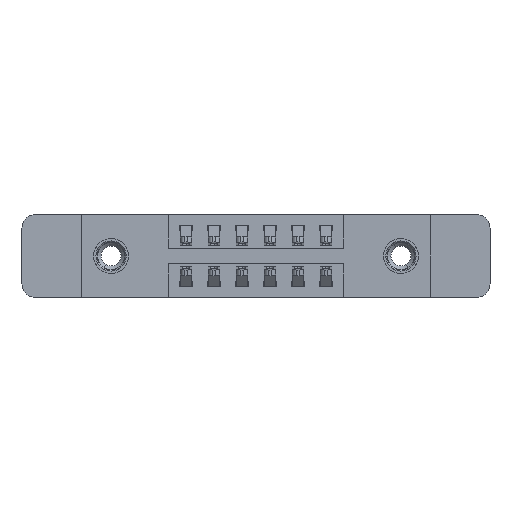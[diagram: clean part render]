
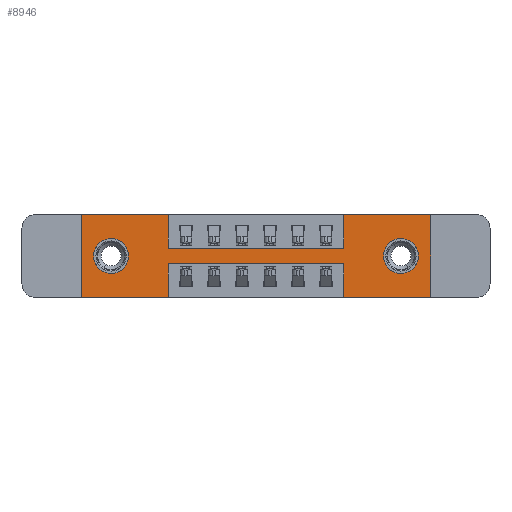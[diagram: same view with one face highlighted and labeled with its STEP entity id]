
A CAD part, front view. The second image highlights one B-rep face of the part: STEP entity #8946.
In plain terms, the highlighted planar face has unit normal (0, -1, 0).
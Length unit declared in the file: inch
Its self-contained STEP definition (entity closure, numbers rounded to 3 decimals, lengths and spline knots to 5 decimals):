
#5 = DIRECTION ( 'NONE',  ( 0., 0., -1. ) ) ;
#118 = VERTEX_POINT ( 'NONE', #1966 ) ;
#152 = EDGE_CURVE ( 'NONE', #118, #6331, #11337, .T. ) ;
#294 = DIRECTION ( 'NONE',  ( -1., 0., 0. ) ) ;
#526 = VERTEX_POINT ( 'NONE', #11515 ) ;
#581 = EDGE_CURVE ( 'NONE', #14029, #7664, #6365, .T. ) ;
#902 = CARTESIAN_POINT ( 'NONE',  ( 1.1725, 0., 0. ) ) ;
#1412 = VERTEX_POINT ( 'NONE', #1508 ) ;
#1508 = CARTESIAN_POINT ( 'NONE',  ( 0.3875, 0., 0. ) ) ;
#1547 = CARTESIAN_POINT ( 'NONE',  ( 1.56, 0., 0. ) ) ;
#1602 = VECTOR ( 'NONE', #3633, 39.37008 ) ;
#1656 = EDGE_CURVE ( 'NONE', #13258, #2128, #12352, .T. ) ;
#1768 = DIRECTION ( 'NONE',  ( 0., 1., 0. ) ) ;
#1903 = ORIENTED_EDGE ( 'NONE', *, *, #5121, .F. ) ;
#1944 = FACE_OUTER_BOUND ( 'NONE', #8645, .T. ) ;
#1966 = CARTESIAN_POINT ( 'NONE',  ( 1.1725, 0., -0.15 ) ) ;
#2055 = VERTEX_POINT ( 'NONE', #7180 ) ;
#2070 = CARTESIAN_POINT ( 'NONE',  ( 0., 0., -0.37 ) ) ;
#2128 = VERTEX_POINT ( 'NONE', #12988 ) ;
#2189 = EDGE_CURVE ( 'NONE', #2128, #13258, #11877, .T. ) ;
#2450 = LINE ( 'NONE', #6528, #3840 ) ;
#2496 = CIRCLE ( 'NONE', #5080, 0.078 ) ;
#2662 = LINE ( 'NONE', #13333, #8176 ) ;
#3126 = AXIS2_PLACEMENT_3D ( 'NONE', #10765, #11825, #5278 ) ;
#3157 = DIRECTION ( 'NONE',  ( 0., 0., 1. ) ) ;
#3162 = CARTESIAN_POINT ( 'NONE',  ( 0., 0., -0.37 ) ) ;
#3164 = ORIENTED_EDGE ( 'NONE', *, *, #2189, .T. ) ;
#3633 = DIRECTION ( 'NONE',  ( 1., 0., 0. ) ) ;
#3670 = DIRECTION ( 'NONE',  ( 0., 0., -1. ) ) ;
#3840 = VECTOR ( 'NONE', #7668, 39.37008 ) ;
#3954 = DIRECTION ( 'NONE',  ( 1., 0., 0. ) ) ;
#4088 = CIRCLE ( 'NONE', #13882, 0.078 ) ;
#4431 = CARTESIAN_POINT ( 'NONE',  ( 0., 0., 0. ) ) ;
#4432 = CARTESIAN_POINT ( 'NONE',  ( 1.1725, 0., -0.37 ) ) ;
#4456 = VECTOR ( 'NONE', #4869, 39.37008 ) ;
#4718 = ORIENTED_EDGE ( 'NONE', *, *, #6280, .F. ) ;
#4739 = VERTEX_POINT ( 'NONE', #8586 ) ;
#4745 = CARTESIAN_POINT ( 'NONE',  ( 0.3875, 0., -0.22 ) ) ;
#4780 = VECTOR ( 'NONE', #3670, 39.37008 ) ;
#4869 = DIRECTION ( 'NONE',  ( 0., 0., -1. ) ) ;
#5042 = VERTEX_POINT ( 'NONE', #6809 ) ;
#5080 = AXIS2_PLACEMENT_3D ( 'NONE', #10704, #10755, #3157 ) ;
#5111 = EDGE_CURVE ( 'NONE', #13290, #9986, #7911, .T. ) ;
#5114 = LINE ( 'NONE', #7865, #4780 ) ;
#5121 = EDGE_CURVE ( 'NONE', #4739, #14029, #6009, .T. ) ;
#5278 = DIRECTION ( 'NONE',  ( 0., 0., -1. ) ) ;
#5308 = CARTESIAN_POINT ( 'NONE',  ( 0.3875, 0., -0.22 ) ) ;
#5344 = EDGE_CURVE ( 'NONE', #11118, #4739, #7543, .T. ) ;
#5410 = CARTESIAN_POINT ( 'NONE',  ( 1.4275, 0., -0.185 ) ) ;
#5599 = CARTESIAN_POINT ( 'NONE',  ( 1.4275, 0., -0.107 ) ) ;
#5646 = CARTESIAN_POINT ( 'NONE',  ( 1.1725, 0., 0. ) ) ;
#5739 = ORIENTED_EDGE ( 'NONE', *, *, #581, .F. ) ;
#5741 = DIRECTION ( 'NONE',  ( 0., 1., 0. ) ) ;
#5772 = ORIENTED_EDGE ( 'NONE', *, *, #5344, .F. ) ;
#5808 = DIRECTION ( 'NONE',  ( 1., 0., 0. ) ) ;
#6009 = LINE ( 'NONE', #12452, #8075 ) ;
#6066 = VECTOR ( 'NONE', #3954, 39.37008 ) ;
#6280 = EDGE_CURVE ( 'NONE', #9986, #12989, #12324, .T. ) ;
#6331 = VERTEX_POINT ( 'NONE', #5646 ) ;
#6365 = LINE ( 'NONE', #9560, #7248 ) ;
#6528 = CARTESIAN_POINT ( 'NONE',  ( 0., 0., 0. ) ) ;
#6541 = DIRECTION ( 'NONE',  ( 0., 0., -1. ) ) ;
#6809 = CARTESIAN_POINT ( 'NONE',  ( 0., 0., 0. ) ) ;
#6976 = AXIS2_PLACEMENT_3D ( 'NONE', #5410, #13088, #6541 ) ;
#7011 = EDGE_LOOP ( 'NONE', ( #7154, #10135 ) ) ;
#7140 = EDGE_CURVE ( 'NONE', #9144, #118, #2662, .T. ) ;
#7154 = ORIENTED_EDGE ( 'NONE', *, *, #10199, .T. ) ;
#7180 = CARTESIAN_POINT ( 'NONE',  ( 0.1325, 0., -0.107 ) ) ;
#7248 = VECTOR ( 'NONE', #14185, 39.37008 ) ;
#7348 = ORIENTED_EDGE ( 'NONE', *, *, #5111, .F. ) ;
#7543 = LINE ( 'NONE', #1547, #11798 ) ;
#7585 = ORIENTED_EDGE ( 'NONE', *, *, #9918, .F. ) ;
#7664 = VERTEX_POINT ( 'NONE', #8212 ) ;
#7668 = DIRECTION ( 'NONE',  ( 0., 0., 1. ) ) ;
#7714 = DIRECTION ( 'NONE',  ( -1., 0., 0. ) ) ;
#7865 = CARTESIAN_POINT ( 'NONE',  ( 0.3875, 0., 0. ) ) ;
#7911 = LINE ( 'NONE', #13489, #4456 ) ;
#8075 = VECTOR ( 'NONE', #294, 39.37008 ) ;
#8176 = VECTOR ( 'NONE', #5808, 39.37008 ) ;
#8212 = CARTESIAN_POINT ( 'NONE',  ( 1.1725, 0., -0.22 ) ) ;
#8283 = FACE_BOUND ( 'NONE', #7011, .T. ) ;
#8329 = EDGE_LOOP ( 'NONE', ( #8485, #3164 ) ) ;
#8352 = ORIENTED_EDGE ( 'NONE', *, *, #13429, .F. ) ;
#8485 = ORIENTED_EDGE ( 'NONE', *, *, #1656, .T. ) ;
#8586 = CARTESIAN_POINT ( 'NONE',  ( 1.56, 0., -0.37 ) ) ;
#8645 = EDGE_LOOP ( 'NONE', ( #7348, #14042, #5739, #1903, #5772, #10682, #13277, #12927, #7585, #9341, #8352, #4718 ) ) ;
#8946 = ADVANCED_FACE ( 'NONE', ( #14109, #8283, #1944 ), #9795, .T. ) ;
#8975 = CARTESIAN_POINT ( 'NONE',  ( 1.4275, 0., -0.185 ) ) ;
#8998 = LINE ( 'NONE', #12911, #6066 ) ;
#9144 = VERTEX_POINT ( 'NONE', #12754 ) ;
#9341 = ORIENTED_EDGE ( 'NONE', *, *, #13871, .F. ) ;
#9487 = DIRECTION ( 'NONE',  ( 0., 0., 1. ) ) ;
#9560 = CARTESIAN_POINT ( 'NONE',  ( 1.1725, 0., -0.37 ) ) ;
#9685 = VECTOR ( 'NONE', #13123, 39.37008 ) ;
#9795 = PLANE ( 'NONE',  #3126 ) ;
#9918 = EDGE_CURVE ( 'NONE', #1412, #9144, #5114, .T. ) ;
#9986 = VERTEX_POINT ( 'NONE', #12188 ) ;
#10014 = CARTESIAN_POINT ( 'NONE',  ( 1.56, 0., 0. ) ) ;
#10135 = ORIENTED_EDGE ( 'NONE', *, *, #12334, .T. ) ;
#10199 = EDGE_CURVE ( 'NONE', #2055, #526, #4088, .T. ) ;
#10633 = CARTESIAN_POINT ( 'NONE',  ( 0.1325, 0., -0.185 ) ) ;
#10682 = ORIENTED_EDGE ( 'NONE', *, *, #12584, .F. ) ;
#10704 = CARTESIAN_POINT ( 'NONE',  ( 0.1325, 0., -0.185 ) ) ;
#10748 = LINE ( 'NONE', #4431, #1602 ) ;
#10755 = DIRECTION ( 'NONE',  ( 0., 1., 0. ) ) ;
#10765 = CARTESIAN_POINT ( 'NONE',  ( 0., 0., -0.37 ) ) ;
#11118 = VERTEX_POINT ( 'NONE', #10014 ) ;
#11337 = LINE ( 'NONE', #902, #11806 ) ;
#11467 = DIRECTION ( 'NONE',  ( 0., 0., -1. ) ) ;
#11515 = CARTESIAN_POINT ( 'NONE',  ( 0.1325, 0., -0.263 ) ) ;
#11557 = LINE ( 'NONE', #5308, #9685 ) ;
#11798 = VECTOR ( 'NONE', #11467, 39.37008 ) ;
#11806 = VECTOR ( 'NONE', #14151, 39.37008 ) ;
#11825 = DIRECTION ( 'NONE',  ( 0., -1., 0. ) ) ;
#11877 = CIRCLE ( 'NONE', #14287, 0.078 ) ;
#12188 = CARTESIAN_POINT ( 'NONE',  ( 0.3875, 0., -0.37 ) ) ;
#12324 = LINE ( 'NONE', #2070, #13850 ) ;
#12334 = EDGE_CURVE ( 'NONE', #526, #2055, #2496, .T. ) ;
#12352 = CIRCLE ( 'NONE', #6976, 0.078 ) ;
#12452 = CARTESIAN_POINT ( 'NONE',  ( 0., 0., -0.37 ) ) ;
#12584 = EDGE_CURVE ( 'NONE', #6331, #11118, #10748, .T. ) ;
#12754 = CARTESIAN_POINT ( 'NONE',  ( 0.3875, 0., -0.15 ) ) ;
#12911 = CARTESIAN_POINT ( 'NONE',  ( 0., 0., 0. ) ) ;
#12927 = ORIENTED_EDGE ( 'NONE', *, *, #7140, .F. ) ;
#12988 = CARTESIAN_POINT ( 'NONE',  ( 1.4275, 0., -0.263 ) ) ;
#12989 = VERTEX_POINT ( 'NONE', #3162 ) ;
#13088 = DIRECTION ( 'NONE',  ( 0., 1., 0. ) ) ;
#13123 = DIRECTION ( 'NONE',  ( -1., 0., 0. ) ) ;
#13258 = VERTEX_POINT ( 'NONE', #5599 ) ;
#13277 = ORIENTED_EDGE ( 'NONE', *, *, #152, .F. ) ;
#13290 = VERTEX_POINT ( 'NONE', #4745 ) ;
#13333 = CARTESIAN_POINT ( 'NONE',  ( 0.3875, 0., -0.15 ) ) ;
#13401 = EDGE_CURVE ( 'NONE', #7664, #13290, #11557, .T. ) ;
#13429 = EDGE_CURVE ( 'NONE', #12989, #5042, #2450, .T. ) ;
#13489 = CARTESIAN_POINT ( 'NONE',  ( 0.3875, 0., -0.37 ) ) ;
#13850 = VECTOR ( 'NONE', #7714, 39.37008 ) ;
#13871 = EDGE_CURVE ( 'NONE', #5042, #1412, #8998, .T. ) ;
#13882 = AXIS2_PLACEMENT_3D ( 'NONE', #10633, #1768, #9487 ) ;
#14029 = VERTEX_POINT ( 'NONE', #4432 ) ;
#14042 = ORIENTED_EDGE ( 'NONE', *, *, #13401, .F. ) ;
#14109 = FACE_BOUND ( 'NONE', #8329, .T. ) ;
#14151 = DIRECTION ( 'NONE',  ( 0., 0., 1. ) ) ;
#14185 = DIRECTION ( 'NONE',  ( 0., 0., 1. ) ) ;
#14287 = AXIS2_PLACEMENT_3D ( 'NONE', #8975, #5741, #5 ) ;
